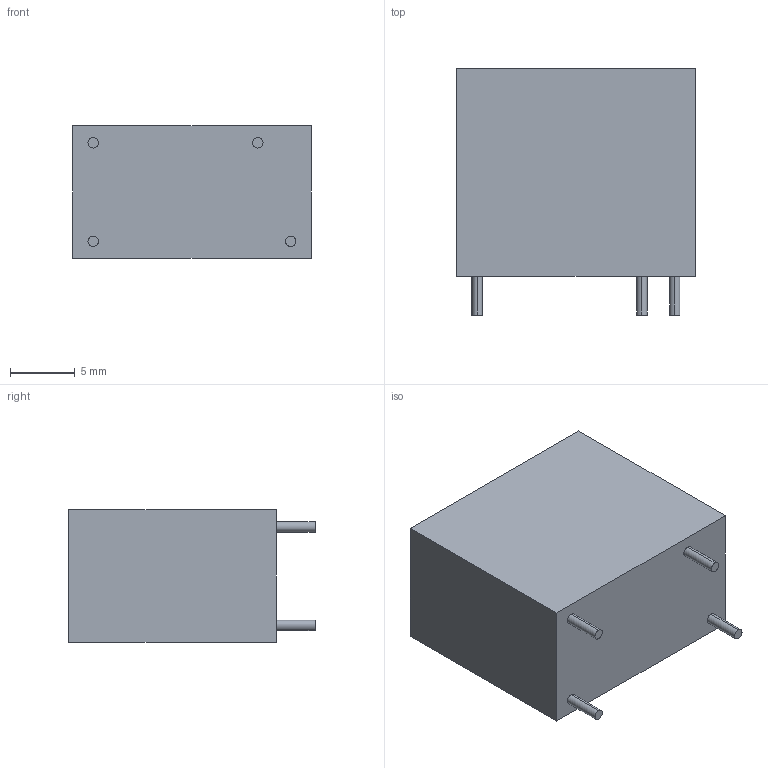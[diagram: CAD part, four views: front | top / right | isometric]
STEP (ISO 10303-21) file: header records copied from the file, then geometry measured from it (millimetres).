
FILE_DESCRIPTION (( 'STEP AP214' ), '1' );
FILE_NAME ('HF32F-G.STEP', '2022-08-06T22:44:53', ( '' ), ( '' ), 'SwSTEP 2.0', 'SolidWorks 2022', '' );
FILE_SCHEMA (( 'AUTOMOTIVE_DESIGN' ));
Length unit declared in the file: millimetre
Products named in the file (1): HF32F-G
Bounding box: 18.4 x 19 x 10.2 mm (x, y, z)
Volume: 2998.8 mm3; surface area: 1367.2 mm2
Topology: 1 solids, 1 shells, 87 faces, 228 edges, 152 vertices
Faces by surface type: plane 54, bspline 25, cylinder 8
Entity records: 4853 total; most frequent: CARTESIAN_POINT 1933, ORIENTED_EDGE 456, DIRECTION 320, EDGE_CURVE 228, LINE 162, VECTOR 162, VERTEX_POINT 152, EDGE_LOOP 96
